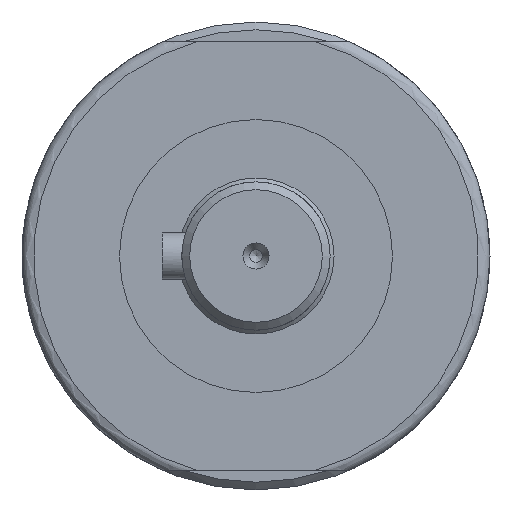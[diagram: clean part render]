
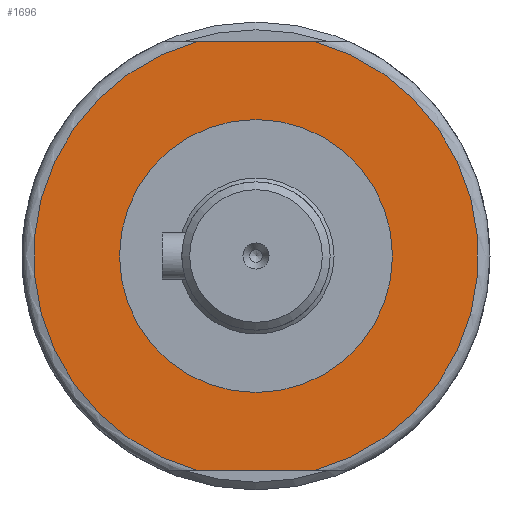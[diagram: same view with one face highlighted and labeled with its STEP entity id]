
A CAD part, left-side view. The second image highlights one B-rep face of the part: STEP entity #1696.
In plain terms, the highlighted planar face has unit normal (-1, 0, 0).
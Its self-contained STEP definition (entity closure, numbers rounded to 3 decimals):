
#1425=CARTESIAN_POINT('',(-198.701,17.5,0.));
#1426=VERTEX_POINT('',#1425);
#1427=CARTESIAN_POINT('',(-198.701,0.,0.));
#1428=DIRECTION('',(1.0,0.0,0.0));
#1429=DIRECTION('',(0.0,1.0,0.0));
#1430=AXIS2_PLACEMENT_3D('',#1427,#1428,#1429);
#1431=CIRCLE('',#1430,17.5);
#1432=EDGE_CURVE('',#1426,#1426,#1431,.T.);
#1519=CARTESIAN_POINT('',(-198.701,-7.483,27.5));
#1520=VERTEX_POINT('',#1519);
#1546=CARTESIAN_POINT('',(-198.701,-7.483,-27.5));
#1547=VERTEX_POINT('',#1546);
#1548=CARTESIAN_POINT('',(-198.701,0.,0.));
#1549=DIRECTION('',(1.0,0.0,0.0));
#1550=DIRECTION('',(0.0,1.0,0.0));
#1551=AXIS2_PLACEMENT_3D('',#1548,#1549,#1550);
#1552=CIRCLE('',#1551,28.5);
#1553=EDGE_CURVE('',#1520,#1547,#1552,.T.);
#1597=CARTESIAN_POINT('',(-198.701,7.483,27.5));
#1598=VERTEX_POINT('',#1597);
#1635=CARTESIAN_POINT('',(-198.701,7.483,-27.5));
#1636=VERTEX_POINT('',#1635);
#1662=CARTESIAN_POINT('',(-198.701,0.,0.));
#1663=DIRECTION('',(1.0,0.0,0.0));
#1664=DIRECTION('',(0.0,1.0,0.0));
#1665=AXIS2_PLACEMENT_3D('',#1662,#1663,#1664);
#1666=CIRCLE('',#1665,28.5);
#1667=EDGE_CURVE('',#1636,#1598,#1666,.T.);
#1672=CARTESIAN_POINT('',(-198.701,23.,0.));
#1673=DIRECTION('',(-1.0,0.0,0.0));
#1674=DIRECTION('',(0.0,0.0,1.0));
#1675=AXIS2_PLACEMENT_3D('',#1672,#1673,#1674);
#1676=PLANE('',#1675);
#1677=CARTESIAN_POINT('',(-198.701,-7.483,27.5));
#1678=DIRECTION('',(0.0,1.0,0.0));
#1679=VECTOR('',#1678,14.967);
#1680=LINE('',#1677,#1679);
#1681=EDGE_CURVE('',#1520,#1598,#1680,.T.);
#1682=ORIENTED_EDGE('',*,*,#1681,.T.);
#1683=ORIENTED_EDGE('',*,*,#1667,.F.);
#1684=CARTESIAN_POINT('',(-198.701,7.483,-27.5));
#1685=DIRECTION('',(0.0,-1.0,0.0));
#1686=VECTOR('',#1685,14.967);
#1687=LINE('',#1684,#1686);
#1688=EDGE_CURVE('',#1636,#1547,#1687,.T.);
#1689=ORIENTED_EDGE('',*,*,#1688,.T.);
#1690=ORIENTED_EDGE('',*,*,#1553,.F.);
#1691=EDGE_LOOP('',(#1682,#1683,#1689,#1690));
#1692=FACE_OUTER_BOUND('',#1691,.T.);
#1693=ORIENTED_EDGE('',*,*,#1432,.T.);
#1694=EDGE_LOOP('',(#1693));
#1695=FACE_BOUND('',#1694,.T.);
#1696=ADVANCED_FACE('',(#1692,#1695),#1676,.T.);
